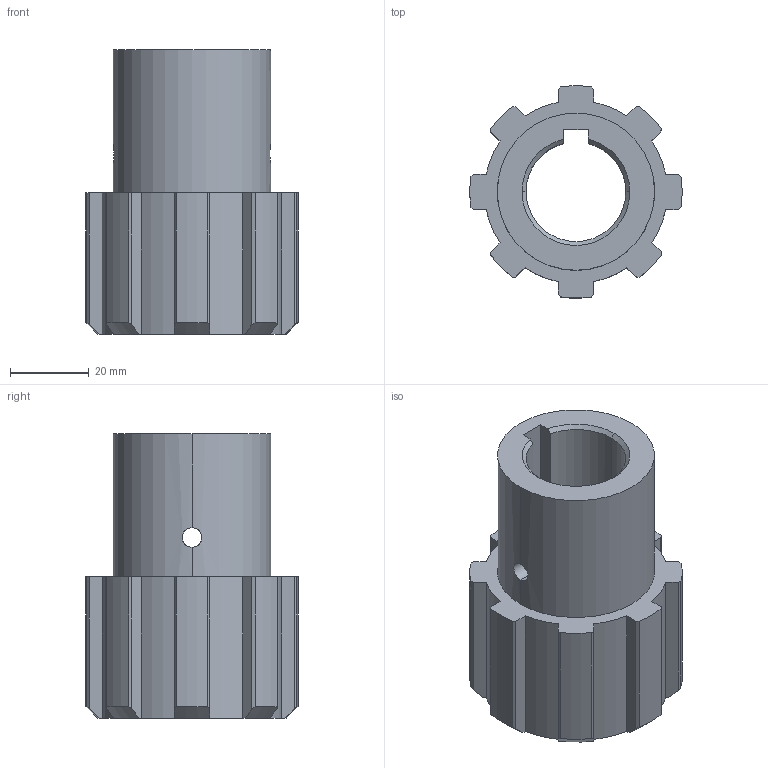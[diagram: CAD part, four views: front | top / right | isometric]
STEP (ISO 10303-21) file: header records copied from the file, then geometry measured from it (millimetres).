
FILE_DESCRIPTION (( 'STEP AP203' ), '1' );
FILE_NAME ('Arbre cannelé.STEP', '2023-04-02T08:59:21', ( 'Xavier' ), ( '' ), 'SwSTEP 2.0', 'SolidWorks 2017', '' );
FILE_SCHEMA (( 'CONFIG_CONTROL_DESIGN' ));
Length unit declared in the file: millimetre
Products named in the file (1): Arbre cannelé
Bounding box: 53.97 x 53.94 x 72.4 mm (x, y, z)
Volume: 77692.3 mm3; surface area: 20918.3 mm2
Topology: 1 solids, 1 shells, 79 faces, 227 edges, 147 vertices
Faces by surface type: plane 38, cylinder 26, cone 15
Entity records: 2929 total; most frequent: CARTESIAN_POINT 806, ORIENTED_EDGE 454, DIRECTION 402, EDGE_CURVE 227, VERTEX_POINT 147, AXIS2_PLACEMENT_3D 139, LINE 124, VECTOR 124
